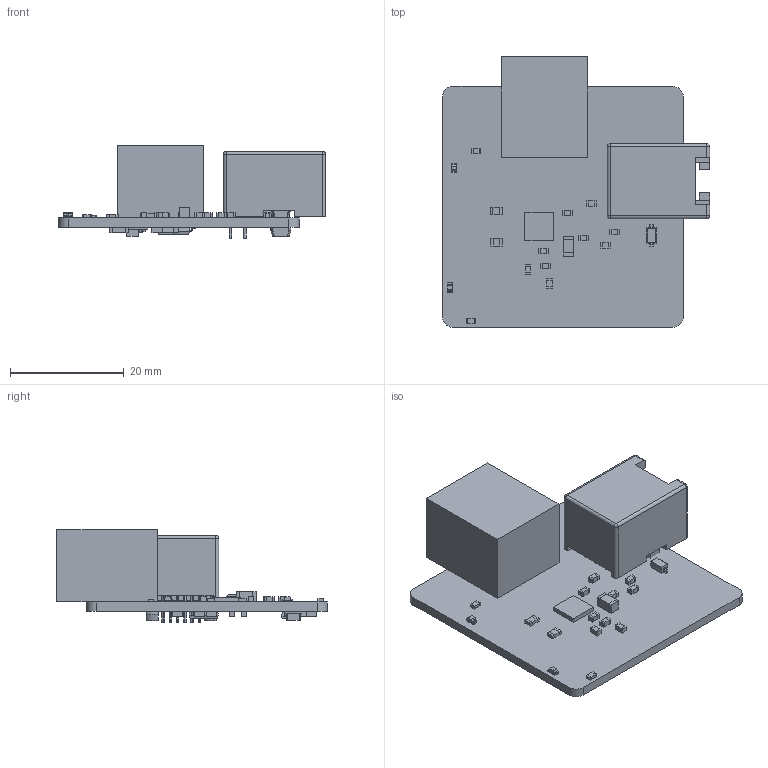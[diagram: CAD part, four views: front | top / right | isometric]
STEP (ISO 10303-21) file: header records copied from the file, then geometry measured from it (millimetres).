
FILE_DESCRIPTION(('Open CASCADE Model'),'2;1');
FILE_NAME('Open CASCADE Shape Model','2022-01-31T14:21:32',('Author'),( 'Open CASCADE'),'Open CASCADE STEP processor 6.8','Open CASCADE 6.8' ,'Unknown');
FILE_SCHEMA(('AUTOMOTIVE_DESIGN { 1 0 10303 214 1 1 1 1 }'));
Length unit declared in the file: millimetre
Products named in the file (102): PCB; Board; Open CASCADE STEP translator 6.8 3.1.1; R20; -1856108704; Extruded; -1856098224; R19; -1856098344; -1856098264; 24V; User_Library-LTST-C190TBKT; User_Library-LTST-C190TBKT_Pad; User_Library-LTST-C190TBKT_Pad005; User_Library-LTST-C190TBKT_Pad001; User_Library-LTST-C190TBKT_Pad004; User_Library-LTST-C190TBKT_Pad003; User_Library-LTST-C190TBKT_Lens; -1856107904; 5V; C1; -1856097824; -1856097744; C2; C3; -1856111504; -1856111224; C4; C5; -1856108944; -1856108904; C6; C7; C8; -1856098464; -1856098544; R1; -1856098584; -1856098704; R2 ...
Assembly tree (157 placements, depth 4):
  PCB
    Board
      Open CASCADE STEP translator 6.8 3.1.1
    R20
      -1856108704
        Extruded
      -1856098224  x2
        Extruded
    R19
      -1856098344
        Extruded
      -1856098264  x2
        Extruded
    24V
      User_Library-LTST-C190TBKT
        User_Library-LTST-C190TBKT_Pad
        User_Library-LTST-C190TBKT_Pad005
        User_Library-LTST-C190TBKT_Pad001
        User_Library-LTST-C190TBKT_Pad004
        User_Library-LTST-C190TBKT_Pad003
        User_Library-LTST-C190TBKT_Lens
      -1856107904  x2
        Extruded
    5V
      User_Library-LTST-C190TBKT
        User_Library-LTST-C190TBKT_Pad
        User_Library-LTST-C190TBKT_Pad005
        User_Library-LTST-C190TBKT_Pad001
        User_Library-LTST-C190TBKT_Pad004
        User_Library-LTST-C190TBKT_Pad003
        User_Library-LTST-C190TBKT_Lens
      -1856107904  x2
        Extruded
    C1
      -1856097824
        Extruded
      -1856097744  x2
        Extruded
    C2
      -1856097824
        Extruded
      -1856097744  x2
        Extruded
    C3
      -1856111504
        Extruded
      -1856111224  x2
        Extruded
    C4
      -1856111504
        Extruded
      -1856111224  x2
        Extruded
    C5
      -1856108944  x2
        Extruded
      -1856108904
        Extruded
    C6
      -1856111504
Bounding box: 47.05 x 47.62 x 16.25 mm (x, y, z)
Volume: 8324.5 mm3; surface area: 7526.5 mm2
Topology: 106 solids, 106 shells, 1058 faces, 2441 edges, 1610 vertices
Faces by surface type: plane 898, cylinder 142, cone 10, sphere 4, torus 4
Full cylindrical faces by diameter (mm): 0.1 x1
Entity records: 23082 total; most frequent: CARTESIAN_POINT 3671, DIRECTION 3316, ORIENTED_EDGE 3084, EDGE_CURVE 1542, LINE 1266, VECTOR 1266, AXIS2_PLACEMENT_3D 1025, VERTEX_POINT 1016
